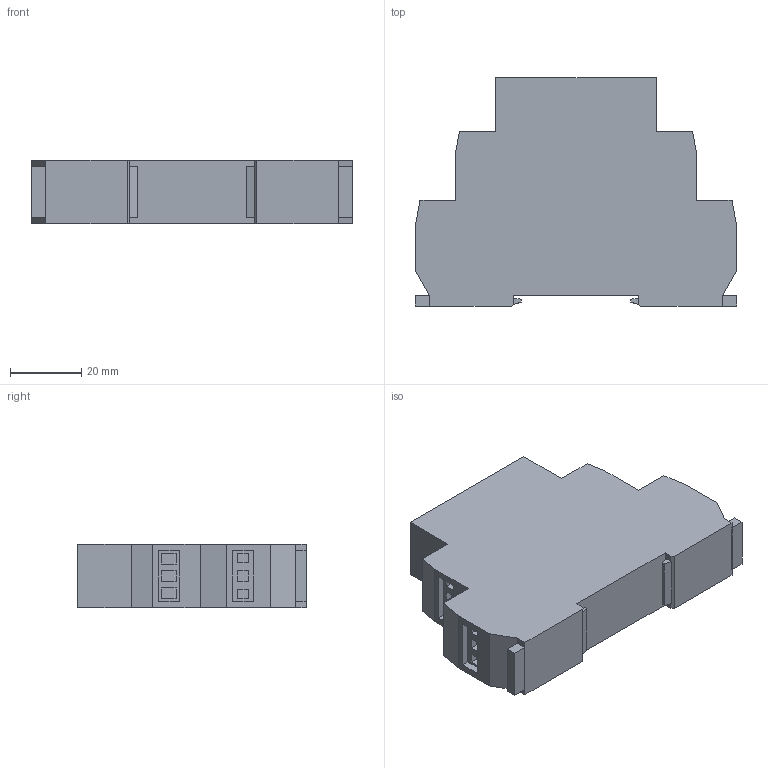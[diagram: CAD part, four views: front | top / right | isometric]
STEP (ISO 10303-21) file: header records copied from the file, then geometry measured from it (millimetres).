
FILE_DESCRIPTION (( 'STEP AP214' ), '1' );
FILE_NAME ('ORM-02-ACDC12-240V_Èìïóëüñíîå ðåëå ORM. 2 êîíò. 12-240 Â AC_DC IEK.STEP', '2018-10-19T14:16:58', ( '' ), ( '' ), 'SwSTEP 2.0', 'SolidWorks 2014', '' );
FILE_SCHEMA (( 'AUTOMOTIVE_DESIGN' ));
Length unit declared in the file: millimetre
Products named in the file (2): ORM-02-ACDC12-240V_Èìïóëüñíîå ðåëå ORM. 2 êîíò. 12-240 Â AC_DC IEK
Bounding box: 90 x 64 x 17.9 mm (x, y, z)
Volume: 78880.6 mm3; surface area: 15875 mm2
Topology: 1 solids, 1 shells, 168 faces, 418 edges, 276 vertices
Faces by surface type: plane 146, cylinder 18, torus 4
Entity records: 4971 total; most frequent: CARTESIAN_POINT 864, ORIENTED_EDGE 836, DIRECTION 802, EDGE_CURVE 418, LINE 374, VECTOR 374, VERTEX_POINT 276, AXIS2_PLACEMENT_3D 214
